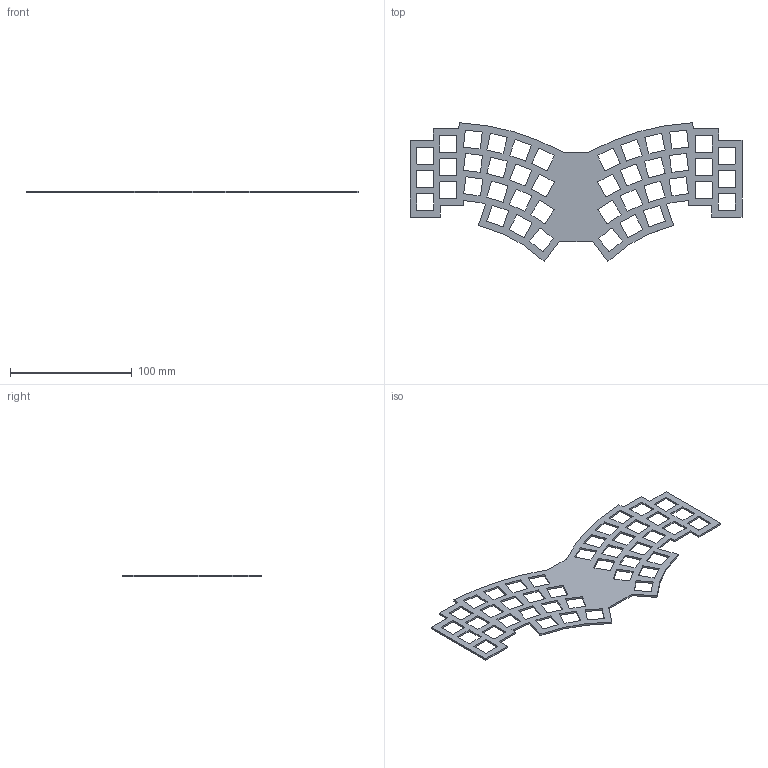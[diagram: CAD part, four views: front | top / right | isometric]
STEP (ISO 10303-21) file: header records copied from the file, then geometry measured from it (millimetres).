
FILE_DESCRIPTION(('FreeCAD Model'),'2;1');
FILE_NAME('Open CASCADE Shape Model','2024-07-23T22:21:00',(''),(''), 'Open CASCADE STEP processor 7.6','FreeCAD','Unknown');
FILE_SCHEMA(('AUTOMOTIVE_DESIGN { 1 0 10303 214 1 1 1 1 }'));
Length unit declared in the file: millimetre
Products named in the file (1): Body
Bounding box: 272.7 x 113.85 x 1.5 mm (x, y, z)
Volume: 18984.5 mm3; surface area: 30033.9 mm2
Topology: 1 solids, 1 shells, 380 faces, 1134 edges, 756 vertices
Faces by surface type: extrusion 378, plane 2
Entity records: 26296 total; most frequent: CARTESIAN_POINT 7269, DIRECTION 2274, ORIENTED_EDGE 2268, VECTOR 2268, PCURVE 2268, DEFINITIONAL_REPRESENTATION 2268, LINE 1890, EDGE_CURVE 1134
